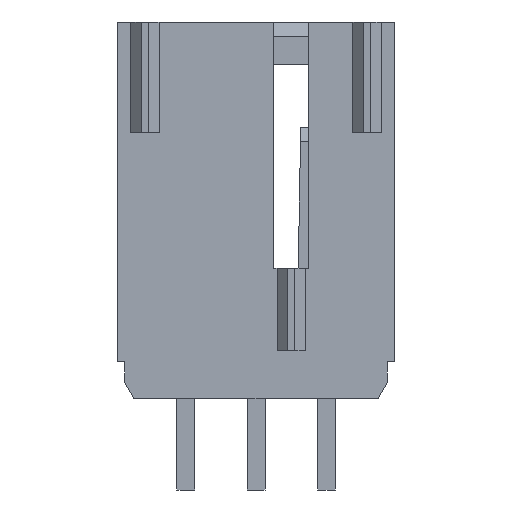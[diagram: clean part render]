
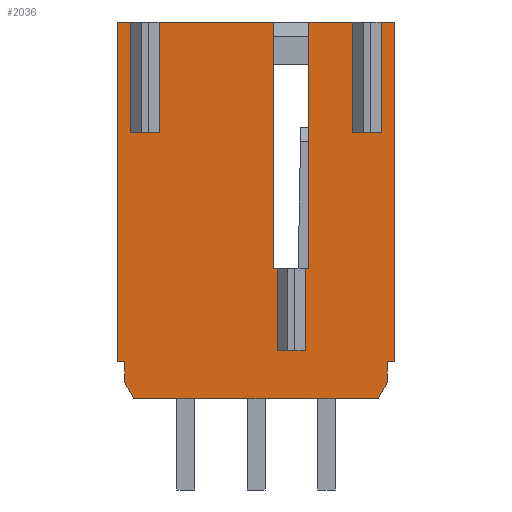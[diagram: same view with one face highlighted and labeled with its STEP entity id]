
A CAD part, front view. The second image highlights one B-rep face of the part: STEP entity #2036.
In plain terms, the highlighted planar face has unit normal (0, -1, 0).
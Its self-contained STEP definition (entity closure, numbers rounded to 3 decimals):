
#158=DIRECTION('',(0.,0.,-1.));
#159=VECTOR('',#158,12.255);
#160=CARTESIAN_POINT('',(-5.015,-2.54,0.));
#161=LINE('',#160,#159);
#162=DIRECTION('',(1.,0.,0.));
#163=VECTOR('',#162,1.02);
#164=CARTESIAN_POINT('',(0.76,-2.54,-11.862));
#165=LINE('',#164,#163);
#166=DIRECTION('',(0.,0.,1.));
#167=VECTOR('',#166,2.972);
#168=CARTESIAN_POINT('',(1.78,-2.54,-11.862));
#169=LINE('',#168,#167);
#170=DIRECTION('',(1.,0.,0.));
#171=VECTOR('',#170,0.125);
#172=CARTESIAN_POINT('',(1.78,-2.54,-8.89));
#173=LINE('',#172,#171);
#174=DIRECTION('',(0.,0.,-1.));
#175=VECTOR('',#174,8.89);
#176=CARTESIAN_POINT('',(1.905,-2.54,0.));
#177=LINE('',#176,#175);
#178=DIRECTION('',(1.,0.,0.));
#179=VECTOR('',#178,1.595);
#180=CARTESIAN_POINT('',(1.905,-2.54,0.));
#181=LINE('',#180,#179);
#182=DIRECTION('',(0.,0.,-1.));
#183=VECTOR('',#182,3.988);
#184=CARTESIAN_POINT('',(3.5,-2.54,0.));
#185=LINE('',#184,#183);
#186=DIRECTION('',(1.,0.,0.));
#187=VECTOR('',#186,1.02);
#188=CARTESIAN_POINT('',(3.5,-2.54,-3.988));
#189=LINE('',#188,#187);
#190=DIRECTION('',(0.,0.,-1.));
#191=VECTOR('',#190,3.988);
#192=CARTESIAN_POINT('',(4.52,-2.54,0.));
#193=LINE('',#192,#191);
#194=DIRECTION('',(1.,0.,0.));
#195=VECTOR('',#194,0.495);
#196=CARTESIAN_POINT('',(4.52,-2.54,0.));
#197=LINE('',#196,#195);
#198=DIRECTION('',(-1.,0.,0.));
#199=VECTOR('',#198,0.275);
#200=CARTESIAN_POINT('',(5.015,-2.54,-12.255));
#201=LINE('',#200,#199);
#202=DIRECTION('',(0.,0.,1.));
#203=VECTOR('',#202,0.751);
#204=CARTESIAN_POINT('',(4.74,-2.54,-13.006));
#205=LINE('',#204,#203);
#206=DIRECTION('',(0.5,0.,0.866));
#207=VECTOR('',#206,0.675);
#208=CARTESIAN_POINT('',(4.403,-2.54,-13.59));
#209=LINE('',#208,#207);
#210=DIRECTION('',(0.5,0.,-0.866));
#211=VECTOR('',#210,0.675);
#212=CARTESIAN_POINT('',(-4.74,-2.54,-13.006));
#213=LINE('',#212,#211);
#214=DIRECTION('',(0.,0.,-1.));
#215=VECTOR('',#214,0.751);
#216=CARTESIAN_POINT('',(-4.74,-2.54,-12.255));
#217=LINE('',#216,#215);
#218=DIRECTION('',(1.,0.,0.));
#219=VECTOR('',#218,0.275);
#220=CARTESIAN_POINT('',(-5.015,-2.54,-12.255));
#221=LINE('',#220,#219);
#222=DIRECTION('',(1.,0.,0.));
#223=VECTOR('',#222,0.495);
#224=CARTESIAN_POINT('',(-5.015,-2.54,0.));
#225=LINE('',#224,#223);
#226=DIRECTION('',(0.,0.,-1.));
#227=VECTOR('',#226,3.988);
#228=CARTESIAN_POINT('',(-4.52,-2.54,0.));
#229=LINE('',#228,#227);
#230=DIRECTION('',(1.,0.,0.));
#231=VECTOR('',#230,1.02);
#232=CARTESIAN_POINT('',(-4.52,-2.54,-3.988));
#233=LINE('',#232,#231);
#234=DIRECTION('',(0.,0.,-1.));
#235=VECTOR('',#234,3.988);
#236=CARTESIAN_POINT('',(-3.5,-2.54,0.));
#237=LINE('',#236,#235);
#238=DIRECTION('',(1.,0.,0.));
#239=VECTOR('',#238,4.135);
#240=CARTESIAN_POINT('',(-3.5,-2.54,0.));
#241=LINE('',#240,#239);
#242=DIRECTION('',(0.,0.,-1.));
#243=VECTOR('',#242,8.89);
#244=CARTESIAN_POINT('',(0.635,-2.54,0.));
#245=LINE('',#244,#243);
#246=DIRECTION('',(1.,0.,0.));
#247=VECTOR('',#246,0.125);
#248=CARTESIAN_POINT('',(0.635,-2.54,-8.89));
#249=LINE('',#248,#247);
#250=DIRECTION('',(0.,0.,1.));
#251=VECTOR('',#250,2.972);
#252=CARTESIAN_POINT('',(0.76,-2.54,-11.862));
#253=LINE('',#252,#251);
#482=DIRECTION('',(1.,0.,0.));
#483=VECTOR('',#482,8.806);
#484=CARTESIAN_POINT('',(-4.403,-2.54,-13.59));
#485=LINE('',#484,#483);
#778=DIRECTION('',(0.,0.,-1.));
#779=VECTOR('',#778,12.255);
#780=CARTESIAN_POINT('',(5.015,-2.54,0.));
#781=LINE('',#780,#779);
#1518=CARTESIAN_POINT('',(4.403,-2.54,-13.59));
#1519=CARTESIAN_POINT('',(4.74,-2.54,-13.006));
#1520=VERTEX_POINT('',#1518);
#1521=VERTEX_POINT('',#1519);
#1522=CARTESIAN_POINT('',(4.74,-2.54,-12.255));
#1523=VERTEX_POINT('',#1522);
#1524=CARTESIAN_POINT('',(5.015,-2.54,-12.255));
#1525=VERTEX_POINT('',#1524);
#1526=CARTESIAN_POINT('',(-5.015,-2.54,-12.255));
#1527=CARTESIAN_POINT('',(-4.74,-2.54,-12.255));
#1528=VERTEX_POINT('',#1526);
#1529=VERTEX_POINT('',#1527);
#1530=CARTESIAN_POINT('',(-4.74,-2.54,-13.006));
#1531=VERTEX_POINT('',#1530);
#1532=CARTESIAN_POINT('',(-4.403,-2.54,-13.59));
#1533=VERTEX_POINT('',#1532);
#1566=CARTESIAN_POINT('',(-4.52,-2.54,-3.988));
#1567=CARTESIAN_POINT('',(-3.5,-2.54,-3.988));
#1568=VERTEX_POINT('',#1566);
#1569=VERTEX_POINT('',#1567);
#1570=CARTESIAN_POINT('',(3.5,-2.54,-3.988));
#1571=CARTESIAN_POINT('',(4.52,-2.54,-3.988));
#1572=VERTEX_POINT('',#1570);
#1573=VERTEX_POINT('',#1571);
#1574=CARTESIAN_POINT('',(3.5,-2.54,0.));
#1575=VERTEX_POINT('',#1574);
#1576=CARTESIAN_POINT('',(4.52,-2.54,0.));
#1577=VERTEX_POINT('',#1576);
#1578=CARTESIAN_POINT('',(-4.52,-2.54,0.));
#1579=VERTEX_POINT('',#1578);
#1580=CARTESIAN_POINT('',(-3.5,-2.54,0.));
#1581=VERTEX_POINT('',#1580);
#1582=CARTESIAN_POINT('',(-5.015,-2.54,0.));
#1583=VERTEX_POINT('',#1582);
#1584=CARTESIAN_POINT('',(5.015,-2.54,0.));
#1585=VERTEX_POINT('',#1584);
#1658=CARTESIAN_POINT('',(0.635,-2.54,0.));
#1659=CARTESIAN_POINT('',(0.635,-2.54,-8.89));
#1660=VERTEX_POINT('',#1658);
#1661=VERTEX_POINT('',#1659);
#1662=CARTESIAN_POINT('',(1.905,-2.54,0.));
#1663=CARTESIAN_POINT('',(1.905,-2.54,-8.89));
#1664=VERTEX_POINT('',#1662);
#1665=VERTEX_POINT('',#1663);
#1678=CARTESIAN_POINT('',(0.76,-2.54,-11.862));
#1679=CARTESIAN_POINT('',(1.78,-2.54,-11.862));
#1680=VERTEX_POINT('',#1678);
#1681=VERTEX_POINT('',#1679);
#1682=CARTESIAN_POINT('',(0.76,-2.54,-8.89));
#1683=VERTEX_POINT('',#1682);
#1684=CARTESIAN_POINT('',(1.78,-2.54,-8.89));
#1685=VERTEX_POINT('',#1684);
#1979=CARTESIAN_POINT('',(-5.015,-2.54,0.));
#1980=DIRECTION('',(0.,-1.,0.));
#1981=DIRECTION('',(0.,0.,-1.));
#1982=AXIS2_PLACEMENT_3D('',#1979,#1980,#1981);
#1983=PLANE('',#1982);
#1985=ORIENTED_EDGE('',*,*,#1984,.T.);
#1987=ORIENTED_EDGE('',*,*,#1986,.T.);
#1989=ORIENTED_EDGE('',*,*,#1988,.T.);
#1991=ORIENTED_EDGE('',*,*,#1990,.F.);
#1993=ORIENTED_EDGE('',*,*,#1992,.T.);
#1995=ORIENTED_EDGE('',*,*,#1994,.T.);
#1997=ORIENTED_EDGE('',*,*,#1996,.T.);
#1999=ORIENTED_EDGE('',*,*,#1998,.F.);
#2001=ORIENTED_EDGE('',*,*,#2000,.T.);
#2003=ORIENTED_EDGE('',*,*,#2002,.T.);
#2005=ORIENTED_EDGE('',*,*,#2004,.T.);
#2007=ORIENTED_EDGE('',*,*,#2006,.F.);
#2009=ORIENTED_EDGE('',*,*,#2008,.F.);
#2011=ORIENTED_EDGE('',*,*,#2010,.F.);
#2013=ORIENTED_EDGE('',*,*,#2012,.F.);
#2015=ORIENTED_EDGE('',*,*,#2014,.F.);
#2016=ORIENTED_EDGE('',*,*,#1969,.F.);
#2017=ORIENTED_EDGE('',*,*,#1959,.F.);
#2019=ORIENTED_EDGE('',*,*,#2018,.T.);
#2021=ORIENTED_EDGE('',*,*,#2020,.T.);
#2023=ORIENTED_EDGE('',*,*,#2022,.T.);
#2025=ORIENTED_EDGE('',*,*,#2024,.F.);
#2027=ORIENTED_EDGE('',*,*,#2026,.T.);
#2029=ORIENTED_EDGE('',*,*,#2028,.T.);
#2031=ORIENTED_EDGE('',*,*,#2030,.T.);
#2033=ORIENTED_EDGE('',*,*,#2032,.F.);
#2034=EDGE_LOOP('',(#1985,#1987,#1989,#1991,#1993,#1995,#1997,#1999,#2001,#2003,
#2005,#2007,#2009,#2011,#2013,#2015,#2016,#2017,#2019,#2021,#2023,#2025,#2027,
#2029,#2031,#2033));
#2035=FACE_OUTER_BOUND('',#2034,.F.);
#1959=EDGE_CURVE('',#1583,#1528,#161,.T.);
#1969=EDGE_CURVE('',#1528,#1529,#221,.T.);
#1984=EDGE_CURVE('',#1680,#1681,#165,.T.);
#1986=EDGE_CURVE('',#1681,#1685,#169,.T.);
#1988=EDGE_CURVE('',#1685,#1665,#173,.T.);
#1990=EDGE_CURVE('',#1664,#1665,#177,.T.);
#1992=EDGE_CURVE('',#1664,#1575,#181,.T.);
#1994=EDGE_CURVE('',#1575,#1572,#185,.T.);
#1996=EDGE_CURVE('',#1572,#1573,#189,.T.);
#1998=EDGE_CURVE('',#1577,#1573,#193,.T.);
#2000=EDGE_CURVE('',#1577,#1585,#197,.T.);
#2002=EDGE_CURVE('',#1585,#1525,#781,.T.);
#2004=EDGE_CURVE('',#1525,#1523,#201,.T.);
#2006=EDGE_CURVE('',#1521,#1523,#205,.T.);
#2008=EDGE_CURVE('',#1520,#1521,#209,.T.);
#2010=EDGE_CURVE('',#1533,#1520,#485,.T.);
#2012=EDGE_CURVE('',#1531,#1533,#213,.T.);
#2014=EDGE_CURVE('',#1529,#1531,#217,.T.);
#2018=EDGE_CURVE('',#1583,#1579,#225,.T.);
#2020=EDGE_CURVE('',#1579,#1568,#229,.T.);
#2022=EDGE_CURVE('',#1568,#1569,#233,.T.);
#2024=EDGE_CURVE('',#1581,#1569,#237,.T.);
#2026=EDGE_CURVE('',#1581,#1660,#241,.T.);
#2028=EDGE_CURVE('',#1660,#1661,#245,.T.);
#2030=EDGE_CURVE('',#1661,#1683,#249,.T.);
#2032=EDGE_CURVE('',#1680,#1683,#253,.T.);
#2036=ADVANCED_FACE('',(#2035),#1983,.T.);
